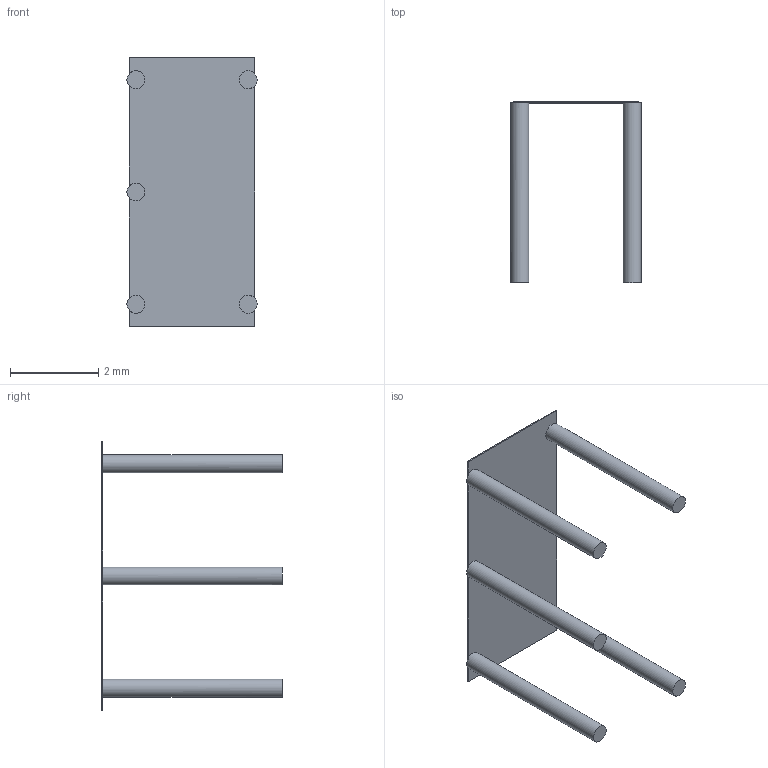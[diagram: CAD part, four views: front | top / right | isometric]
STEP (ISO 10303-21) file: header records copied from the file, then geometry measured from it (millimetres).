
FILE_DESCRIPTION(/* description */ ('G Series - Process Sealed Ultra-Miniature Toggles -terrminals-'),/* implementation_level */ '2;1');
FILE_NAME(/* name */ 'G1P-trmnls.ipt.step',/* time_stamp */ '2014-01-07T11:05:18-08:00',/* author */ ('Cadenas PARTsolutions'),/* organization */ ('NKKSWITCHES'),/* preprocessor_version */ 'ST-DEVELOPER v15.2',/* originating_system */ 'Autodesk Inventor 2014',/* authorisation */ '');
FILE_SCHEMA (('CONFIG_CONTROL_DESIGN','AUTOMOTIVE_DESIGN { 1 0 10303 214 3 1 1 }'));
Length unit declared in the file: inch
Products named in the file (1): G1P-trmnls
Bounding box: 2.95 x 4.09 x 6.1 mm (x, y, z)
Volume: 3.1 mm3; surface area: 61.2 mm2
Topology: 1 solids, 1 shells, 21 faces, 47 edges, 28 vertices
Faces by surface type: plane 16, cylinder 5
Full cylindrical faces by diameter (mm): 0.406 x5
Entity records: 529 total; most frequent: DIRECTION 96, CARTESIAN_POINT 82, ORIENTED_EDGE 74, EDGE_CURVE 37, AXIS2_PLACEMENT_3D 37, EDGE_LOOP 26, VERTEX_POINT 23, LINE 22
